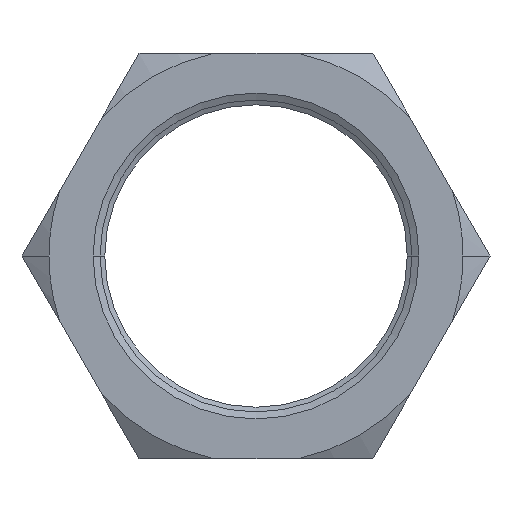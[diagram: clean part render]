
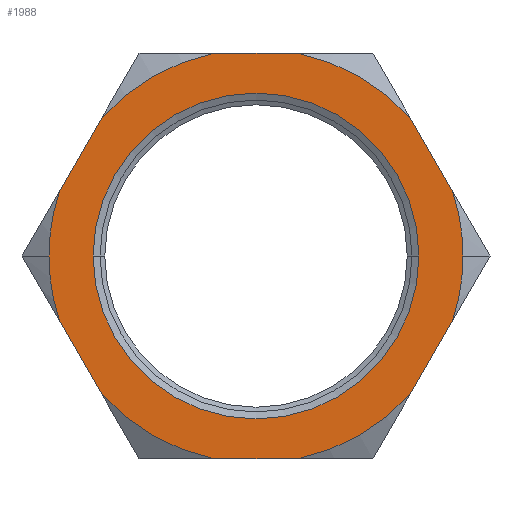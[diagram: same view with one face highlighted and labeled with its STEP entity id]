
A CAD part, left-side view. The second image highlights one B-rep face of the part: STEP entity #1988.
In plain terms, the highlighted planar face has unit normal (-1, 0, 0).
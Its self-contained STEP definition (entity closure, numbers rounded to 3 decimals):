
#341=CIRCLE('',#2178,6.64);
#342=CIRCLE('',#2180,6.64);
#366=CIRCLE('',#2225,5.225);
#367=CIRCLE('',#2227,5.225);
#395=CIRCLE('',#2276,6.64);
#396=CIRCLE('',#2278,6.64);
#397=CIRCLE('',#2280,6.64);
#398=CIRCLE('',#2282,6.64);
#399=CIRCLE('',#2284,6.64);
#400=CIRCLE('',#2286,6.64);
#485=VERTEX_POINT('',#2970);
#487=VERTEX_POINT('',#2973);
#489=VERTEX_POINT('',#2980);
#490=VERTEX_POINT('',#2984);
#539=VERTEX_POINT('',#3163);
#540=VERTEX_POINT('',#3165);
#555=VERTEX_POINT('',#3372);
#557=VERTEX_POINT('',#3375);
#558=VERTEX_POINT('',#3381);
#560=VERTEX_POINT('',#3390);
#561=VERTEX_POINT('',#3394);
#563=VERTEX_POINT('',#3401);
#564=VERTEX_POINT('',#3405);
#565=VERTEX_POINT('',#3411);
#566=VERTEX_POINT('',#3417);
#568=VERTEX_POINT('',#3420);
#686=LINE('',#3433,#2415);
#689=LINE('',#3437,#2418);
#691=LINE('',#3440,#2420);
#692=LINE('',#3442,#2421);
#694=LINE('',#3445,#2423);
#696=LINE('',#3448,#2425);
#846=EDGE_CURVE('',#487,#485,#341,.T.);
#850=EDGE_CURVE('',#489,#490,#342,.T.);
#920=EDGE_CURVE('',#539,#540,#366,.T.);
#921=EDGE_CURVE('',#540,#539,#367,.T.);
#960=EDGE_CURVE('',#557,#555,#395,.T.);
#962=EDGE_CURVE('',#558,#489,#396,.T.);
#966=EDGE_CURVE('',#560,#561,#397,.T.);
#969=EDGE_CURVE('',#563,#564,#398,.T.);
#971=EDGE_CURVE('',#485,#565,#399,.T.);
#973=EDGE_CURVE('',#568,#566,#400,.T.);
#982=EDGE_CURVE('',#487,#566,#686,.T.);
#985=EDGE_CURVE('',#563,#565,#689,.T.);
#987=EDGE_CURVE('',#560,#564,#691,.T.);
#988=EDGE_CURVE('',#568,#555,#692,.T.);
#990=EDGE_CURVE('',#557,#490,#694,.T.);
#992=EDGE_CURVE('',#558,#561,#696,.T.);
#1569=ORIENTED_EDGE('',*,*,#973,.T.);
#1570=ORIENTED_EDGE('',*,*,#982,.F.);
#1571=ORIENTED_EDGE('',*,*,#846,.T.);
#1572=ORIENTED_EDGE('',*,*,#971,.T.);
#1573=ORIENTED_EDGE('',*,*,#985,.F.);
#1574=ORIENTED_EDGE('',*,*,#969,.T.);
#1575=ORIENTED_EDGE('',*,*,#987,.F.);
#1576=ORIENTED_EDGE('',*,*,#966,.T.);
#1577=ORIENTED_EDGE('',*,*,#992,.F.);
#1578=ORIENTED_EDGE('',*,*,#962,.T.);
#1579=ORIENTED_EDGE('',*,*,#850,.T.);
#1580=ORIENTED_EDGE('',*,*,#990,.F.);
#1581=ORIENTED_EDGE('',*,*,#960,.T.);
#1582=ORIENTED_EDGE('',*,*,#988,.F.);
#1583=ORIENTED_EDGE('',*,*,#921,.T.);
#1584=ORIENTED_EDGE('',*,*,#920,.T.);
#1719=EDGE_LOOP('',(#1569,#1570,#1571,#1572,#1573,#1574,#1575,#1576,#1577,
#1578,#1579,#1580,#1581,#1582));
#1720=EDGE_LOOP('',(#1583,#1584));
#1855=FACE_BOUND('',#1719,.T.);
#1856=FACE_BOUND('',#1720,.T.);
#1988=ADVANCED_FACE('',(#1855,#1856),#2444,.T.);
#2178=AXIS2_PLACEMENT_3D('',#2972,#3754,#3755);
#2180=AXIS2_PLACEMENT_3D('',#2985,#3759,#3760);
#2225=AXIS2_PLACEMENT_3D('',#3166,#3893,#3894);
#2227=AXIS2_PLACEMENT_3D('',#3168,#3897,#3898);
#2276=AXIS2_PLACEMENT_3D('',#3374,#3995,#3996);
#2278=AXIS2_PLACEMENT_3D('',#3380,#3999,#4000);
#2280=AXIS2_PLACEMENT_3D('',#3395,#4003,#4004);
#2282=AXIS2_PLACEMENT_3D('',#3406,#4007,#4008);
#2284=AXIS2_PLACEMENT_3D('',#3412,#4011,#4012);
#2286=AXIS2_PLACEMENT_3D('',#3419,#4015,#4016);
#2294=AXIS2_PLACEMENT_3D('',#3449,#4042,$);
#2415=VECTOR('',#4026,1.);
#2418=VECTOR('',#4030,1.);
#2420=VECTOR('',#4033,1.);
#2421=VECTOR('',#4035,1.);
#2423=VECTOR('',#4038,1.);
#2425=VECTOR('',#4041,1.);
#2444=PLANE('',#2294);
#2970=CARTESIAN_POINT('',(341.213,101.87,6.4));
#2972=CARTESIAN_POINT('',(341.213,108.51,6.4));
#2973=CARTESIAN_POINT('',(341.213,102.203,4.323));
#2980=CARTESIAN_POINT('',(341.213,115.149,6.4));
#2984=CARTESIAN_POINT('',(341.213,114.816,4.323));
#2985=CARTESIAN_POINT('',(341.213,108.51,6.4));
#3163=CARTESIAN_POINT('',(341.213,113.735,6.4));
#3165=CARTESIAN_POINT('',(341.213,103.284,6.4));
#3166=CARTESIAN_POINT('',(341.213,108.51,6.4));
#3168=CARTESIAN_POINT('',(341.213,108.51,6.4));
#3372=CARTESIAN_POINT('',(341.213,109.864,-0.1));
#3374=CARTESIAN_POINT('',(341.213,108.51,6.4));
#3375=CARTESIAN_POINT('',(341.213,113.462,1.977));
#3380=CARTESIAN_POINT('',(341.213,108.51,6.4));
#3381=CARTESIAN_POINT('',(341.213,114.816,8.477));
#3390=CARTESIAN_POINT('',(341.213,109.864,12.9));
#3394=CARTESIAN_POINT('',(341.213,113.462,10.823));
#3395=CARTESIAN_POINT('',(341.213,108.51,6.4));
#3401=CARTESIAN_POINT('',(341.213,103.557,10.823));
#3405=CARTESIAN_POINT('',(341.213,107.156,12.9));
#3406=CARTESIAN_POINT('',(341.213,108.51,6.4));
#3411=CARTESIAN_POINT('',(341.213,102.203,8.477));
#3412=CARTESIAN_POINT('',(341.213,108.51,6.4));
#3417=CARTESIAN_POINT('',(341.213,103.557,1.977));
#3419=CARTESIAN_POINT('',(341.213,108.51,6.4));
#3420=CARTESIAN_POINT('',(341.213,107.156,-0.1));
#3433=CARTESIAN_POINT('',(341.213,102.203,4.323));
#3437=CARTESIAN_POINT('',(341.213,103.557,10.823));
#3440=CARTESIAN_POINT('',(341.213,109.864,12.9));
#3442=CARTESIAN_POINT('',(341.213,107.156,-0.1));
#3445=CARTESIAN_POINT('',(341.213,113.462,1.977));
#3448=CARTESIAN_POINT('',(341.213,114.816,8.477));
#3449=CARTESIAN_POINT('',(341.213,108.51,6.4));
#3754=DIRECTION('',(-1.,0.,0.));
#3755=DIRECTION('',(0.,6.64,0.));
#3759=DIRECTION('',(-1.,0.,0.));
#3760=DIRECTION('',(0.,6.64,0.));
#3893=DIRECTION('',(1.,0.,0.));
#3894=DIRECTION('',(0.,5.225,0.));
#3897=DIRECTION('',(1.,0.,0.));
#3898=DIRECTION('',(0.,5.225,0.));
#3995=DIRECTION('',(-1.,0.,0.));
#3996=DIRECTION('',(0.,6.64,0.));
#3999=DIRECTION('',(-1.,0.,0.));
#4000=DIRECTION('',(0.,6.64,0.));
#4003=DIRECTION('',(-1.,0.,0.));
#4004=DIRECTION('',(0.,6.64,0.));
#4007=DIRECTION('',(-1.,0.,0.));
#4008=DIRECTION('',(0.,6.64,0.));
#4011=DIRECTION('',(-1.,0.,0.));
#4012=DIRECTION('',(0.,6.64,0.));
#4015=DIRECTION('',(-1.,0.,0.));
#4016=DIRECTION('',(0.,6.64,0.));
#4026=DIRECTION('',(0.,0.5,-0.866));
#4030=DIRECTION('',(0.,-0.5,-0.866));
#4033=DIRECTION('',(0.,-1.,0.));
#4035=DIRECTION('',(0.,1.,0.));
#4038=DIRECTION('',(0.,0.5,0.866));
#4041=DIRECTION('',(0.,-0.5,0.866));
#4042=DIRECTION('',(-1.,0.,0.));
